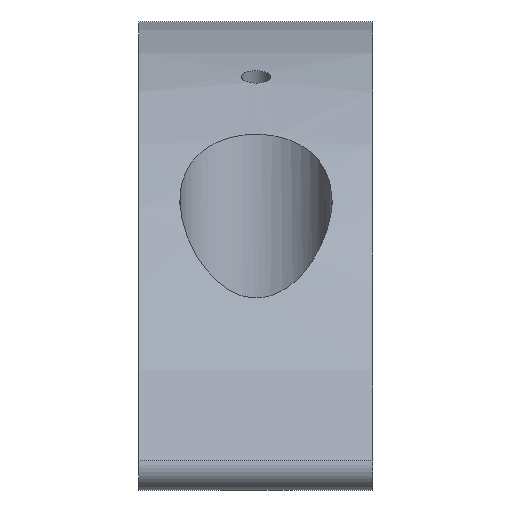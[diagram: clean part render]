
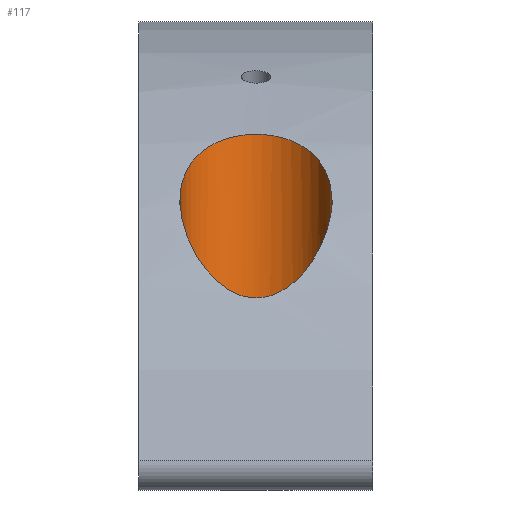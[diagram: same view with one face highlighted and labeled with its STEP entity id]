
A CAD part, front view. The second image highlights one B-rep face of the part: STEP entity #117.
In plain terms, the highlighted cylindrical face has radius 6.5 mm (diameter 13 mm), a full revolution.
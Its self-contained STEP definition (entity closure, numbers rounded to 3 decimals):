
#117 = ADVANCED_FACE( '', ( #236, #237 ), #238, .F. );
#236 = FACE_OUTER_BOUND( '', #1901, .T. );
#237 = FACE_OUTER_BOUND( '', #1902, .T. );
#238 = CYLINDRICAL_SURFACE( '', #1903, 6.5 );
#1901 = EDGE_LOOP( '', ( #2486, #2487 ) );
#1902 = EDGE_LOOP( '', ( #2488 ) );
#1903 = AXIS2_PLACEMENT_3D( '', #2489, #2490, #2491 );
#2486 = ORIENTED_EDGE( '', *, *, #2840, .T. );
#2487 = ORIENTED_EDGE( '', *, *, #2841, .T. );
#2488 = ORIENTED_EDGE( '', *, *, #2842, .T. );
#2489 = CARTESIAN_POINT( '', ( 0., -35.951, 46.75 ) );
#2490 = DIRECTION( '', ( 0., 0., 1. ) );
#2491 = DIRECTION( '', ( 1., 0., 0. ) );
#2840 = EDGE_CURVE( '', #3093, #3094, #3095, .T. );
#2841 = EDGE_CURVE( '', #3094, #3093, #3096, .T. );
#2842 = EDGE_CURVE( '', #3097, #3097, #3098, .T. );
#3093 = VERTEX_POINT( '', #4560 );
#3094 = VERTEX_POINT( '', #4561 );
#3095 = B_SPLINE_CURVE_WITH_KNOTS( '', 3, ( #4562, #4563, #4564, #4565, #4566, #4567, #4568, #4569, #4570, #4571, #4572, #4573, #4574, #4575, #4576, #4577, #4578, #4579, #4580, #4581, #4582, #4583, #4584, #4585, #4586, #4587, #4588, #4589, #4590, #4591, #4592, #4593, #4594 ), .UNSPECIFIED., .F., .F., ( 4, 1, 1, 1, 1, 1, 1, 1, 1, 1, 1, 1, 1, 1, 1, 1, 1, 1, 1, 1, 1, 1, 1, 1, 1, 1, 1, 1, 1, 1, 4 ), ( 0., 0.011, 0.023, 0.036, 0.049, 0.063, 0.09, 0.125, 0.156, 0.188, 0.25, 0.313, 0.375, 0.408, 0.438, 0.47, 0.5, 0.53, 0.562, 0.592, 0.625, 0.687, 0.75, 0.812, 0.837, 0.875, 0.911, 0.937, 0.96, 0.981, 1. ), .UNSPECIFIED. );
#3096 = B_SPLINE_CURVE_WITH_KNOTS( '', 3, ( #4595, #4596, #4597, #4598, #4599, #4600, #4601, #4602, #4603, #4604, #4605, #4606, #4607, #4608, #4609, #4610, #4611, #4612, #4613, #4614, #4615, #4616, #4617, #4618, #4619, #4620, #4621 ), .UNSPECIFIED., .F., .F., ( 4, 1, 1, 1, 1, 1, 1, 1, 1, 1, 1, 1, 1, 1, 1, 1, 1, 1, 1, 1, 1, 1, 1, 1, 4 ), ( 0., 0.013, 0.026, 0.038, 0.051, 0.063, 0.095, 0.125, 0.19, 0.25, 0.315, 0.375, 0.438, 0.5, 0.562, 0.625, 0.685, 0.75, 0.81, 0.875, 0.905, 0.937, 0.957, 0.978, 1. ), .UNSPECIFIED. );
#3097 = VERTEX_POINT( '', #4622 );
#3098 = CIRCLE( '', #4623, 6.5 );
#4560 = CARTESIAN_POINT( '', ( -6.5, -35.951, 34.749 ) );
#4561 = CARTESIAN_POINT( '', ( 6.5, -35.951, 34.749 ) );
#4562 = CARTESIAN_POINT( '', ( -6.5, -35.951, 34.749 ) );
#4563 = CARTESIAN_POINT( '', ( -6.499, -36.023, 34.675 ) );
#4564 = CARTESIAN_POINT( '', ( -6.498, -36.169, 34.523 ) );
#4565 = CARTESIAN_POINT( '', ( -6.486, -36.391, 34.288 ) );
#4566 = CARTESIAN_POINT( '', ( -6.467, -36.621, 34.043 ) );
#4567 = CARTESIAN_POINT( '', ( -6.438, -36.859, 33.786 ) );
#4568 = CARTESIAN_POINT( '', ( -6.386, -37.181, 33.432 ) );
#4569 = CARTESIAN_POINT( '', ( -6.288, -37.631, 32.926 ) );
#4570 = CARTESIAN_POINT( '', ( -6.119, -38.17, 32.3 ) );
#4571 = CARTESIAN_POINT( '', ( -5.892, -38.715, 31.645 ) );
#4572 = CARTESIAN_POINT( '', ( -5.542, -39.384, 30.812 ) );
#4573 = CARTESIAN_POINT( '', ( -4.99, -40.171, 29.783 ) );
#4574 = CARTESIAN_POINT( '', ( -4.132, -41.02, 28.601 ) );
#4575 = CARTESIAN_POINT( '', ( -3.216, -41.634, 27.693 ) );
#4576 = CARTESIAN_POINT( '', ( -2.35, -42.027, 27.09 ) );
#4577 = CARTESIAN_POINT( '', ( -1.618, -42.263, 26.719 ) );
#4578 = CARTESIAN_POINT( '', ( -0.835, -42.415, 26.476 ) );
#4579 = CARTESIAN_POINT( '', ( 0., -42.469, 26.389 ) );
#4580 = CARTESIAN_POINT( '', ( 0.836, -42.415, 26.476 ) );
#4581 = CARTESIAN_POINT( '', ( 1.619, -42.262, 26.719 ) );
#4582 = CARTESIAN_POINT( '', ( 2.35, -42.027, 27.09 ) );
#4583 = CARTESIAN_POINT( '', ( 3.216, -41.634, 27.692 ) );
#4584 = CARTESIAN_POINT( '', ( 4.132, -41.02, 28.601 ) );
#4585 = CARTESIAN_POINT( '', ( 4.99, -40.171, 29.783 ) );
#4586 = CARTESIAN_POINT( '', ( 5.52, -39.416, 30.77 ) );
#4587 = CARTESIAN_POINT( '', ( 5.876, -38.75, 31.602 ) );
#4588 = CARTESIAN_POINT( '', ( 6.108, -38.207, 32.258 ) );
#4589 = CARTESIAN_POINT( '', ( 6.288, -37.63, 32.926 ) );
#4590 = CARTESIAN_POINT( '', ( 6.398, -37.129, 33.49 ) );
#4591 = CARTESIAN_POINT( '', ( 6.46, -36.706, 33.952 ) );
#4592 = CARTESIAN_POINT( '', ( 6.494, -36.323, 34.362 ) );
#4593 = CARTESIAN_POINT( '', ( 6.498, -36.072, 34.623 ) );
#4594 = CARTESIAN_POINT( '', ( 6.5, -35.951, 34.749 ) );
#4595 = CARTESIAN_POINT( '', ( 6.5, -35.951, 34.749 ) );
#4596 = CARTESIAN_POINT( '', ( 6.499, -35.878, 34.824 ) );
#4597 = CARTESIAN_POINT( '', ( 6.498, -35.734, 34.973 ) );
#4598 = CARTESIAN_POINT( '', ( 6.487, -35.518, 35.192 ) );
#4599 = CARTESIAN_POINT( '', ( 6.469, -35.307, 35.404 ) );
#4600 = CARTESIAN_POINT( '', ( 6.445, -35.1, 35.61 ) );
#4601 = CARTESIAN_POINT( '', ( 6.398, -34.781, 35.922 ) );
#4602 = CARTESIAN_POINT( '', ( 6.309, -34.355, 36.33 ) );
#4603 = CARTESIAN_POINT( '', ( 6.091, -33.625, 37.01 ) );
#4604 = CARTESIAN_POINT( '', ( 5.694, -32.741, 37.797 ) );
#4605 = CARTESIAN_POINT( '', ( 4.982, -31.713, 38.663 ) );
#4606 = CARTESIAN_POINT( '', ( 4.049, -30.806, 39.387 ) );
#4607 = CARTESIAN_POINT( '', ( 2.861, -30.058, 39.959 ) );
#4608 = CARTESIAN_POINT( '', ( 1.493, -29.567, 40.322 ) );
#4609 = CARTESIAN_POINT( '', ( 0., -29.394, 40.447 ) );
#4610 = CARTESIAN_POINT( '', ( -1.493, -29.567, 40.322 ) );
#4611 = CARTESIAN_POINT( '', ( -2.862, -30.058, 39.959 ) );
#4612 = CARTESIAN_POINT( '', ( -4.049, -30.807, 39.387 ) );
#4613 = CARTESIAN_POINT( '', ( -4.982, -31.713, 38.663 ) );
#4614 = CARTESIAN_POINT( '', ( -5.694, -32.741, 37.797 ) );
#4615 = CARTESIAN_POINT( '', ( -6.091, -33.626, 37.01 ) );
#4616 = CARTESIAN_POINT( '', ( -6.309, -34.356, 36.33 ) );
#4617 = CARTESIAN_POINT( '', ( -6.407, -34.827, 35.878 ) );
#4618 = CARTESIAN_POINT( '', ( -6.464, -35.241, 35.471 ) );
#4619 = CARTESIAN_POINT( '', ( -6.494, -35.593, 35.117 ) );
#4620 = CARTESIAN_POINT( '', ( -6.498, -35.83, 34.874 ) );
#4621 = CARTESIAN_POINT( '', ( -6.5, -35.951, 34.749 ) );
#4622 = CARTESIAN_POINT( '', ( 6.5, -35.951, 17. ) );
#4623 = AXIS2_PLACEMENT_3D( '', #4970, #4971, #4972 );
#4970 = CARTESIAN_POINT( '', ( 0., -35.951, 17. ) );
#4971 = DIRECTION( '', ( 0., 0., -1. ) );
#4972 = DIRECTION( '', ( 1., 0., 0. ) );
